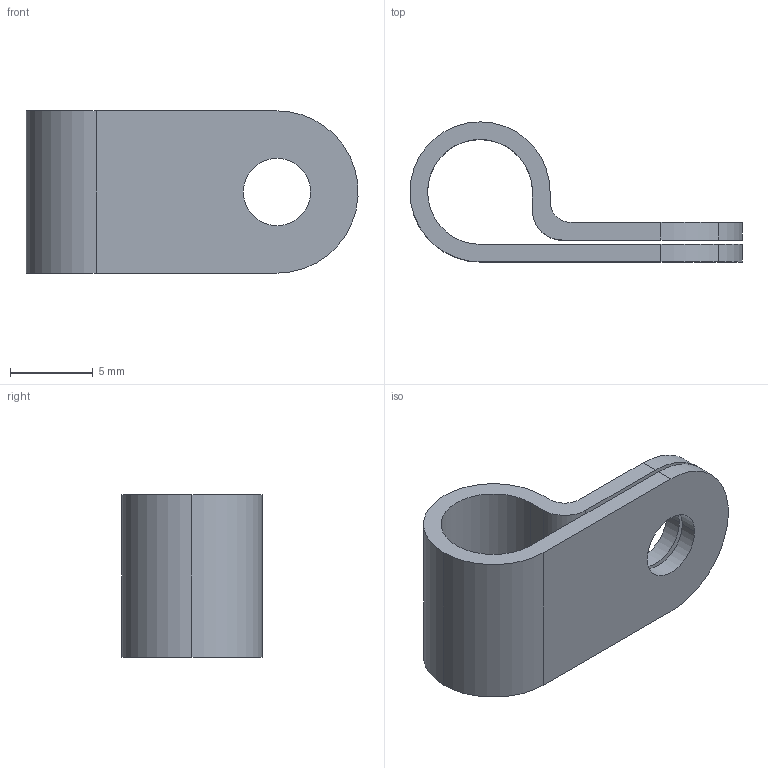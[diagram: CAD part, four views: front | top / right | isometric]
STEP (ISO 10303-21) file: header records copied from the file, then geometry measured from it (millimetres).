
FILE_DESCRIPTION((''),'2;1');
FILE_NAME('Cable Clamp 0250.stp','2008-01-03T17:45:48',('Owner'),(''),'Autodesk Inventor (R) 6.0','Autodesk Inventor (R) 6.0','');
FILE_SCHEMA(('AUTOMOTIVE_DESIGN { 1 0 10303 214 1 1 1 1 }'));
Length unit declared in the file: inch
Products named in the file (1): Cable Clamp 0250
Bounding box: 20.11 x 8.48 x 9.83 mm (x, y, z)
Volume: 449.1 mm3; surface area: 976.2 mm2
Topology: 1 solids, 1 shells, 22 faces, 60 edges, 40 vertices
Faces by surface type: cylinder 10, plane 8, bspline 4
Entity records: 797 total; most frequent: CARTESIAN_POINT 191, DIRECTION 126, ORIENTED_EDGE 120, EDGE_CURVE 60, AXIS2_PLACEMENT_3D 47, VERTEX_POINT 40, VECTOR 32, LINE 32
